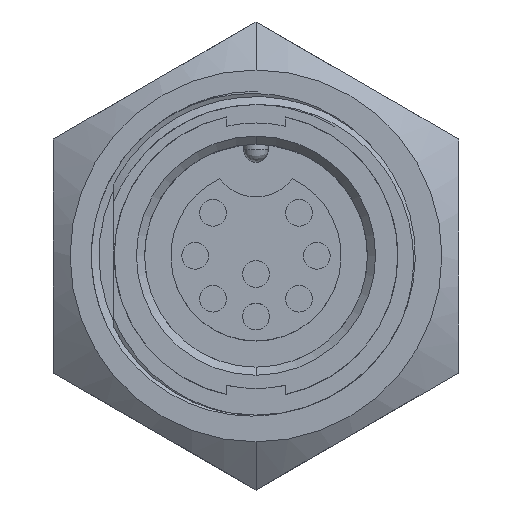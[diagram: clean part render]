
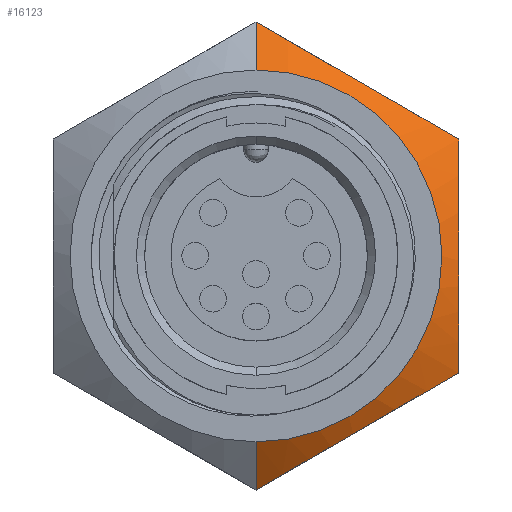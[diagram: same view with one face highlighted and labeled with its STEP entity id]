
A CAD part, top view. The second image highlights one B-rep face of the part: STEP entity #16123.
In plain terms, the highlighted conical face has half-angle 55 degrees and reference radius 14.683 mm.
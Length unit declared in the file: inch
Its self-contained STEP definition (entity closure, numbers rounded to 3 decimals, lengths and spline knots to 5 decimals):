
#117 = CARTESIAN_POINT ( 'NONE',  ( 0., 0., -0.282 ) ) ;
#168 = DIRECTION ( 'NONE',  ( 0., 0., -1. ) ) ;
#174 = DIRECTION ( 'NONE',  ( 0., 1., 0. ) ) ;
#975 = LINE ( 'NONE', #977, #1706 ) ;
#977 = CARTESIAN_POINT ( 'NONE',  ( 0., -0.57806, -0.3655 ) ) ;
#1018 = DIRECTION ( 'NONE',  ( 0., -0.819, -0.574 ) ) ;
#1249 = VECTOR ( 'NONE', #12599, 39.37008 ) ;
#1476 = AXIS2_PLACEMENT_3D ( 'NONE', #3643, #3641, #3639 ) ;
#1609 = AXIS2_PLACEMENT_3D ( 'NONE', #117, #168, #174 ) ;
#1690 = FACE_OUTER_BOUND ( 'NONE', #11195, .T. ) ;
#1706 = VECTOR ( 'NONE', #1018, 39.37008 ) ;
#2601 = EDGE_CURVE ( 'NONE', #10687, #11245, #6173, .T. ) ;
#2677 = EDGE_CURVE ( 'NONE', #10295, #10687, #6185, .T. ) ;
#2728 = EDGE_CURVE ( 'NONE', #10112, #10295, #6085, .T. ) ;
#2852 = EDGE_CURVE ( 'NONE', #10116, #11245, #12569, .T. ) ;
#2890 = EDGE_CURVE ( 'NONE', #10116, #10871, #4187, .T. ) ;
#2956 = EDGE_CURVE ( 'NONE', #10871, #10112, #975, .T. ) ;
#3639 = DIRECTION ( 'NONE',  ( 0., 1., 0. ) ) ;
#3641 = DIRECTION ( 'NONE',  ( 0., 0., -1. ) ) ;
#3643 = CARTESIAN_POINT ( 'NONE',  ( 0., 0., -0.3655 ) ) ;
#4176 = CONICAL_SURFACE ( 'NONE', #1476, 0.57806, 0.96 ) ;
#4187 = CIRCLE ( 'NONE', #1609, 0.45881 ) ;
#6085 = B_SPLINE_CURVE_WITH_KNOTS ( 'NONE', 3,
 ( #13420, #13375, #13360, #13357, #13342, #12376, #12378, #12380, #12382, #12457, #12459, #12462 ),
 .UNSPECIFIED., .F., .F.,
 ( 4, 2, 2, 2, 2, 4 ),
 ( 0., 0.00372, 0.00743, 0.00929, 0.01115, 0.01486 ),
 .UNSPECIFIED. ) ;
#6173 = B_SPLINE_CURVE_WITH_KNOTS ( 'NONE', 3,
 ( #17269, #17270, #17271, #17273, #17274, #17276, #17279, #17281, #16631, #17284, #17286, #17289 ),
 .UNSPECIFIED., .F., .F.,
 ( 4, 2, 2, 2, 2, 4 ),
 ( 0., 0.00372, 0.00743, 0.00929, 0.01115, 0.01486 ),
 .UNSPECIFIED. ) ;
#6185 = B_SPLINE_CURVE_WITH_KNOTS ( 'NONE', 3,
 ( #13323, #13262, #13266, #13246, #13245, #13263, #13243, #13247, #13137, #13139, #13140, #13138 ),
 .UNSPECIFIED., .F., .F.,
 ( 4, 2, 2, 2, 2, 4 ),
 ( 0., 0.00372, 0.00743, 0.00929, 0.01115, 0.01486 ),
 .UNSPECIFIED. ) ;
#8816 = CARTESIAN_POINT ( 'NONE',  ( 0.5, 0.28868, -0.365 ) ) ;
#9292 = CARTESIAN_POINT ( 'NONE',  ( 0., 0.57735, -0.365 ) ) ;
#9309 = CARTESIAN_POINT ( 'NONE',  ( 0., -0.45881, -0.282 ) ) ;
#9654 = CARTESIAN_POINT ( 'NONE',  ( 0., 0.45881, -0.282 ) ) ;
#9656 = CARTESIAN_POINT ( 'NONE',  ( 0., -0.57735, -0.365 ) ) ;
#9688 = CARTESIAN_POINT ( 'NONE',  ( 0.5, -0.28868, -0.365 ) ) ;
#10112 = VERTEX_POINT ( 'NONE', #9656 ) ;
#10116 = VERTEX_POINT ( 'NONE', #9654 ) ;
#10295 = VERTEX_POINT ( 'NONE', #9688 ) ;
#10687 = VERTEX_POINT ( 'NONE', #8816 ) ;
#10871 = VERTEX_POINT ( 'NONE', #9309 ) ;
#11059 = ORIENTED_EDGE ( 'NONE', *, *, #2852, .F. ) ;
#11067 = ORIENTED_EDGE ( 'NONE', *, *, #2677, .T. ) ;
#11070 = ORIENTED_EDGE ( 'NONE', *, *, #2728, .T. ) ;
#11084 = ORIENTED_EDGE ( 'NONE', *, *, #2890, .T. ) ;
#11195 = EDGE_LOOP ( 'NONE', ( #11084, #11350, #11070, #11067, #11374, #11059 ) ) ;
#11245 = VERTEX_POINT ( 'NONE', #9292 ) ;
#11350 = ORIENTED_EDGE ( 'NONE', *, *, #2956, .T. ) ;
#11374 = ORIENTED_EDGE ( 'NONE', *, *, #2601, .T. ) ;
#12376 = CARTESIAN_POINT ( 'NONE',  ( 0.27043, -0.42122, -0.3108 ) ) ;
#12378 = CARTESIAN_POINT ( 'NONE',  ( 0.29208, -0.40872, -0.31207 ) ) ;
#12380 = CARTESIAN_POINT ( 'NONE',  ( 0.33466, -0.38413, -0.31706 ) ) ;
#12382 = CARTESIAN_POINT ( 'NONE',  ( 0.35574, -0.37197, -0.32076 ) ) ;
#12457 = CARTESIAN_POINT ( 'NONE',  ( 0.41841, -0.33578, -0.33498 ) ) ;
#12459 = CARTESIAN_POINT ( 'NONE',  ( 0.45945, -0.31209, -0.34861 ) ) ;
#12462 = CARTESIAN_POINT ( 'NONE',  ( 0.5, -0.28868, -0.365 ) ) ;
#12568 = CARTESIAN_POINT ( 'NONE',  ( 0., 0.57806, -0.3655 ) ) ;
#12569 = LINE ( 'NONE', #12568, #1249 ) ;
#12599 = DIRECTION ( 'NONE',  ( 0., 0.819, -0.574 ) ) ;
#13137 = CARTESIAN_POINT ( 'NONE',  ( 0.5, 0.12209, -0.32076 ) ) ;
#13138 = CARTESIAN_POINT ( 'NONE',  ( 0.5, 0.28868, -0.365 ) ) ;
#13139 = CARTESIAN_POINT ( 'NONE',  ( 0.5, 0.19446, -0.33498 ) ) ;
#13140 = CARTESIAN_POINT ( 'NONE',  ( 0.5, 0.24185, -0.34861 ) ) ;
#13243 = CARTESIAN_POINT ( 'NONE',  ( 0.5, 0.04858, -0.31207 ) ) ;
#13245 = CARTESIAN_POINT ( 'NONE',  ( 0.5, -0.05056, -0.31092 ) ) ;
#13246 = CARTESIAN_POINT ( 'NONE',  ( 0.5, -0.09912, -0.3162 ) ) ;
#13247 = CARTESIAN_POINT ( 'NONE',  ( 0.5, 0.09776, -0.31706 ) ) ;
#13262 = CARTESIAN_POINT ( 'NONE',  ( 0.5, -0.24199, -0.34865 ) ) ;
#13263 = CARTESIAN_POINT ( 'NONE',  ( 0.5, 0.02359, -0.3108 ) ) ;
#13266 = CARTESIAN_POINT ( 'NONE',  ( 0.5, -0.19482, -0.3351 ) ) ;
#13323 = CARTESIAN_POINT ( 'NONE',  ( 0.5, -0.28868, -0.365 ) ) ;
#13342 = CARTESIAN_POINT ( 'NONE',  ( 0.20621, -0.45829, -0.31092 ) ) ;
#13357 = CARTESIAN_POINT ( 'NONE',  ( 0.16416, -0.48257, -0.3162 ) ) ;
#13360 = CARTESIAN_POINT ( 'NONE',  ( 0.08128, -0.53042, -0.3351 ) ) ;
#13375 = CARTESIAN_POINT ( 'NONE',  ( 0.04043, -0.55401, -0.34865 ) ) ;
#13420 = CARTESIAN_POINT ( 'NONE',  ( 0., -0.57735, -0.365 ) ) ;
#16123 = ADVANCED_FACE ( 'NONE', ( #1690 ), #4176, .T. ) ;
#16631 = CARTESIAN_POINT ( 'NONE',  ( 0.14426, 0.49406, -0.32076 ) ) ;
#17269 = CARTESIAN_POINT ( 'NONE',  ( 0.5, 0.28868, -0.365 ) ) ;
#17270 = CARTESIAN_POINT ( 'NONE',  ( 0.45957, 0.31202, -0.34865 ) ) ;
#17271 = CARTESIAN_POINT ( 'NONE',  ( 0.41872, 0.3356, -0.3351 ) ) ;
#17273 = CARTESIAN_POINT ( 'NONE',  ( 0.33584, 0.38345, -0.3162 ) ) ;
#17274 = CARTESIAN_POINT ( 'NONE',  ( 0.29379, 0.40773, -0.31092 ) ) ;
#17276 = CARTESIAN_POINT ( 'NONE',  ( 0.22957, 0.44481, -0.3108 ) ) ;
#17279 = CARTESIAN_POINT ( 'NONE',  ( 0.20792, 0.4573, -0.31207 ) ) ;
#17281 = CARTESIAN_POINT ( 'NONE',  ( 0.16534, 0.48189, -0.31706 ) ) ;
#17284 = CARTESIAN_POINT ( 'NONE',  ( 0.08159, 0.53024, -0.33498 ) ) ;
#17286 = CARTESIAN_POINT ( 'NONE',  ( 0.04055, 0.55394, -0.34861 ) ) ;
#17289 = CARTESIAN_POINT ( 'NONE',  ( 0., 0.57735, -0.365 ) ) ;
